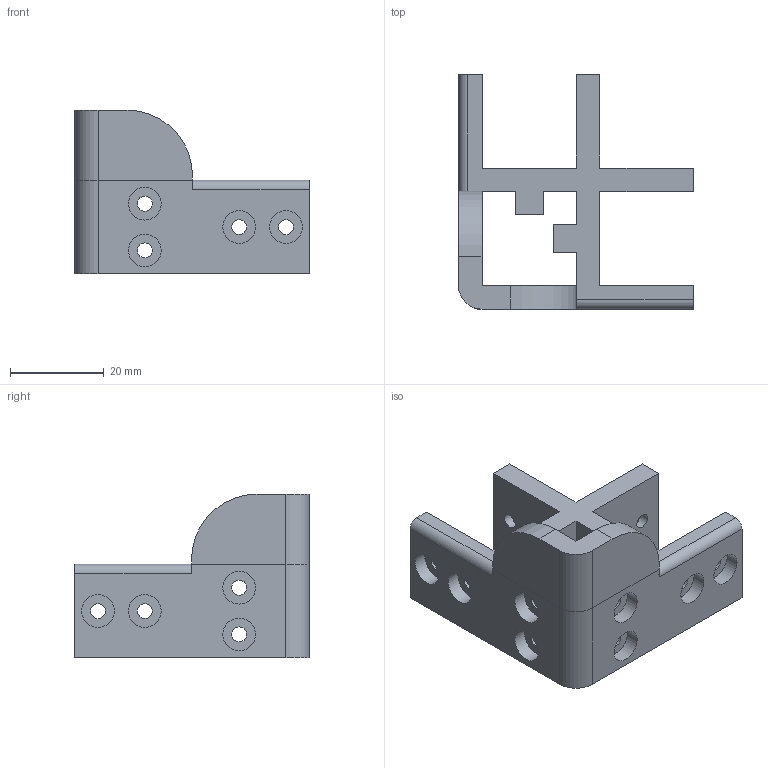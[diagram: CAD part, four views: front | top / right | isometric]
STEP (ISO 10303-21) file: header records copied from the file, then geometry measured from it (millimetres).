
FILE_DESCRIPTION(('FreeCAD Model'),'2;1');
FILE_NAME('Open CASCADE Shape Model','2025-03-12T19:35:55',(''),(''), 'Open CASCADE STEP processor 7.8','FreeCAD','Unknown');
FILE_SCHEMA(('AUTOMOTIVE_DESIGN { 1 0 10303 214 1 1 1 1 }'));
Length unit declared in the file: millimetre
Products named in the file (1): bottom_corner
Bounding box: 50.2 x 50.2 x 35 mm (x, y, z)
Volume: 20133.5 mm3; surface area: 11892.6 mm2
Topology: 1 solids, 1 shells, 81 faces, 197 edges, 129 vertices
Faces by surface type: plane 47, cylinder 34
Full cylindrical faces by diameter (mm): 3.2 x16, 7 x12
Entity records: 2472 total; most frequent: DIRECTION 428, CARTESIAN_POINT 408, ORIENTED_EDGE 394, EDGE_CURVE 197, AXIS2_PLACEMENT_3D 149, LINE 130, VECTOR 130, VERTEX_POINT 129
